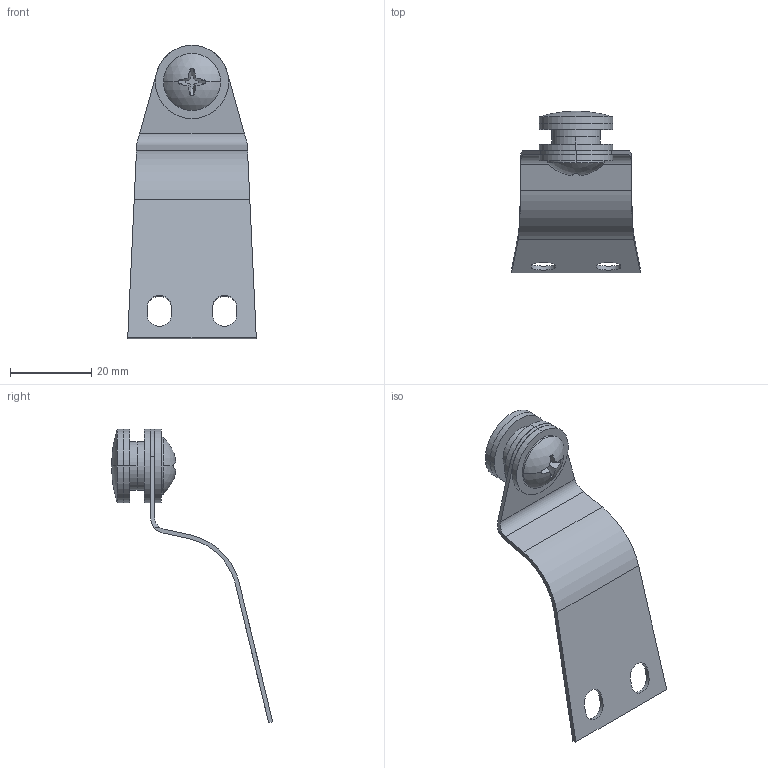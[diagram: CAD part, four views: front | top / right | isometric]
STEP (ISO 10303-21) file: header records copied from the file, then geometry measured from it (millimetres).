
FILE_DESCRIPTION (( 'STEP AP203' ), '1' );
FILE_NAME ('B-892.STEP', '2011-12-16T07:18:24', ( '' ), ( '' ), 'SwSTEP 2.0', 'SolidWorks 2011', '' );
FILE_SCHEMA (( 'CONFIG_CONTROL_DESIGN' ));
Length unit declared in the file: millimetre
Products named in the file (6): B-892スペーサー_; B-892板バネ_; B-892; 廫帤寠晅僩儔僗偹偠M6_M6亊4; B-892パッキン_; B-892ナット_
Assembly tree (6 placements, depth 2):
  B-892
    廫帤寠晅僩儔僗偹偠M6_M6亊4
    B-892パッキン_  x2
    B-892ナット_
    B-892スペーサー_
    B-892板バネ_
Bounding box: 31.6 x 39.6 x 72.07 mm (x, y, z)
Volume: 4470.6 mm3; surface area: 7561.7 mm2
Topology: 6 solids, 6 shells, 93 faces, 224 edges, 149 vertices
Faces by surface type: cylinder 43, plane 38, bspline 8, sphere 4
Entity records: 3256 total; most frequent: CARTESIAN_POINT 584, DIRECTION 434, ORIENTED_EDGE 412, EDGE_CURVE 206, AXIS2_PLACEMENT_3D 163, VERTEX_POINT 137, LINE 108, VECTOR 108
